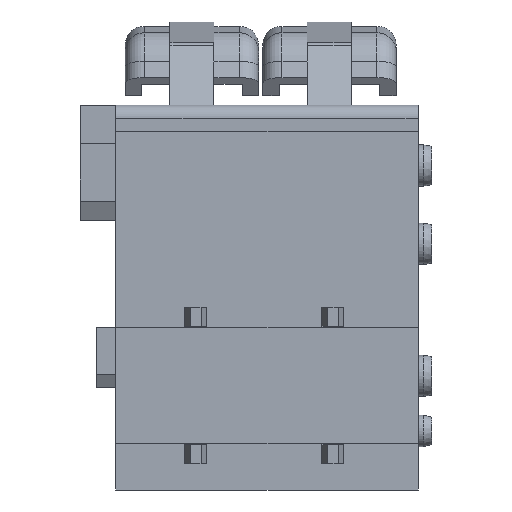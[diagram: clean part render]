
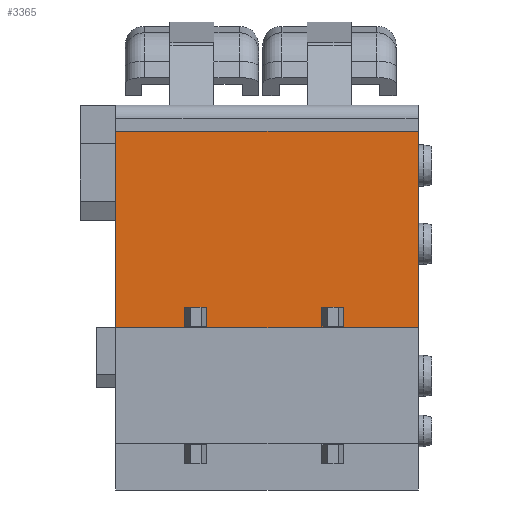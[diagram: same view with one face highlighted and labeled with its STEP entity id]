
A CAD part, front view. The second image highlights one B-rep face of the part: STEP entity #3365.
In plain terms, the highlighted planar face has unit normal (0, -1, 0).
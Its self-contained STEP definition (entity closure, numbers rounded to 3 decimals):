
#5=DIRECTION('',(1.,0.,0.));
#6=VECTOR('',#5,11.);
#7=CARTESIAN_POINT('',(-3.7,4.,-3.918));
#8=LINE('',#7,#6);
#9=DIRECTION('',(1.,0.,0.));
#10=VECTOR('',#9,11.);
#11=CARTESIAN_POINT('',(-3.7,4.,-11.068));
#12=LINE('',#11,#10);
#843=DIRECTION('',(0.,0.,1.));
#844=VECTOR('',#843,7.15);
#845=CARTESIAN_POINT('',(7.3,4.,-11.068));
#846=LINE('',#845,#844);
#975=DIRECTION('',(0.,0.,-1.));
#976=VECTOR('',#975,7.15);
#977=CARTESIAN_POINT('',(-3.7,4.,-3.918));
#978=LINE('',#977,#976);
#2418=DIRECTION('',(1.,0.,0.));
#2419=VECTOR('',#2418,0.8);
#2420=CARTESIAN_POINT('',(3.8,4.,-10.318));
#2421=LINE('',#2420,#2419);
#2430=DIRECTION('',(0.,0.,-1.));
#2431=VECTOR('',#2430,0.7);
#2432=CARTESIAN_POINT('',(4.6,4.,-10.318));
#2433=LINE('',#2432,#2431);
#2438=DIRECTION('',(-1.,0.,0.));
#2439=VECTOR('',#2438,0.8);
#2440=CARTESIAN_POINT('',(4.6,4.,-11.018));
#2441=LINE('',#2440,#2439);
#2454=DIRECTION('',(0.,0.,1.));
#2455=VECTOR('',#2454,0.7);
#2456=CARTESIAN_POINT('',(3.8,4.,-11.018));
#2457=LINE('',#2456,#2455);
#2490=DIRECTION('',(1.,0.,0.));
#2491=VECTOR('',#2490,0.8);
#2492=CARTESIAN_POINT('',(-1.2,4.,-10.318));
#2493=LINE('',#2492,#2491);
#2502=DIRECTION('',(0.,0.,-1.));
#2503=VECTOR('',#2502,0.7);
#2504=CARTESIAN_POINT('',(-0.4,4.,-10.318));
#2505=LINE('',#2504,#2503);
#2510=DIRECTION('',(-1.,0.,0.));
#2511=VECTOR('',#2510,0.8);
#2512=CARTESIAN_POINT('',(-0.4,4.,-11.018));
#2513=LINE('',#2512,#2511);
#2526=DIRECTION('',(0.,0.,1.));
#2527=VECTOR('',#2526,0.7);
#2528=CARTESIAN_POINT('',(-1.2,4.,-11.018));
#2529=LINE('',#2528,#2527);
#2568=CARTESIAN_POINT('',(7.3,4.,-3.918));
#2569=VERTEX_POINT('',#2568);
#2570=CARTESIAN_POINT('',(-3.7,4.,-3.918));
#2571=VERTEX_POINT('',#2570);
#2572=CARTESIAN_POINT('',(7.3,4.,-11.068));
#2573=VERTEX_POINT('',#2572);
#2574=CARTESIAN_POINT('',(3.8,4.,-10.318));
#2575=CARTESIAN_POINT('',(4.6,4.,-10.318));
#2576=VERTEX_POINT('',#2574);
#2577=VERTEX_POINT('',#2575);
#2578=CARTESIAN_POINT('',(3.8,4.,-11.018));
#2579=VERTEX_POINT('',#2578);
#2580=CARTESIAN_POINT('',(4.6,4.,-11.018));
#2581=VERTEX_POINT('',#2580);
#2582=CARTESIAN_POINT('',(-1.2,4.,-10.318));
#2583=CARTESIAN_POINT('',(-0.4,4.,-10.318));
#2584=VERTEX_POINT('',#2582);
#2585=VERTEX_POINT('',#2583);
#2586=CARTESIAN_POINT('',(-1.2,4.,-11.018));
#2587=VERTEX_POINT('',#2586);
#2588=CARTESIAN_POINT('',(-0.4,4.,-11.018));
#2589=VERTEX_POINT('',#2588);
#2590=CARTESIAN_POINT('',(-3.7,4.,-11.068));
#2591=VERTEX_POINT('',#2590);
#3331=CARTESIAN_POINT('',(1.8,4.,-7.493));
#3332=DIRECTION('',(0.,1.,0.));
#3333=DIRECTION('',(0.,0.,-1.));
#3334=AXIS2_PLACEMENT_3D('',#3331,#3332,#3333);
#3335=PLANE('',#3334);
#3337=ORIENTED_EDGE('',*,*,#3336,.F.);
#3339=ORIENTED_EDGE('',*,*,#3338,.F.);
#3340=ORIENTED_EDGE('',*,*,#3321,.T.);
#3342=ORIENTED_EDGE('',*,*,#3341,.F.);
#3343=EDGE_LOOP('',(#3337,#3339,#3340,#3342));
#3344=FACE_OUTER_BOUND('',#3343,.F.);
#3346=ORIENTED_EDGE('',*,*,#3345,.F.);
#3348=ORIENTED_EDGE('',*,*,#3347,.F.);
#3350=ORIENTED_EDGE('',*,*,#3349,.F.);
#3352=ORIENTED_EDGE('',*,*,#3351,.F.);
#3353=EDGE_LOOP('',(#3346,#3348,#3350,#3352));
#3354=FACE_BOUND('',#3353,.F.);
#3356=ORIENTED_EDGE('',*,*,#3355,.F.);
#3358=ORIENTED_EDGE('',*,*,#3357,.F.);
#3360=ORIENTED_EDGE('',*,*,#3359,.F.);
#3362=ORIENTED_EDGE('',*,*,#3361,.F.);
#3363=EDGE_LOOP('',(#3356,#3358,#3360,#3362));
#3364=FACE_BOUND('',#3363,.F.);
#3365=ADVANCED_FACE('',(#3344,#3354,#3364),#3335,.F.);
#3321=EDGE_CURVE('',#2571,#2569,#8,.T.);
#3336=EDGE_CURVE('',#2591,#2573,#12,.T.);
#3338=EDGE_CURVE('',#2571,#2591,#978,.T.);
#3341=EDGE_CURVE('',#2573,#2569,#846,.T.);
#3345=EDGE_CURVE('',#2576,#2577,#2421,.T.);
#3347=EDGE_CURVE('',#2579,#2576,#2457,.T.);
#3349=EDGE_CURVE('',#2581,#2579,#2441,.T.);
#3351=EDGE_CURVE('',#2577,#2581,#2433,.T.);
#3355=EDGE_CURVE('',#2584,#2585,#2493,.T.);
#3357=EDGE_CURVE('',#2587,#2584,#2529,.T.);
#3359=EDGE_CURVE('',#2589,#2587,#2513,.T.);
#3361=EDGE_CURVE('',#2585,#2589,#2505,.T.);
